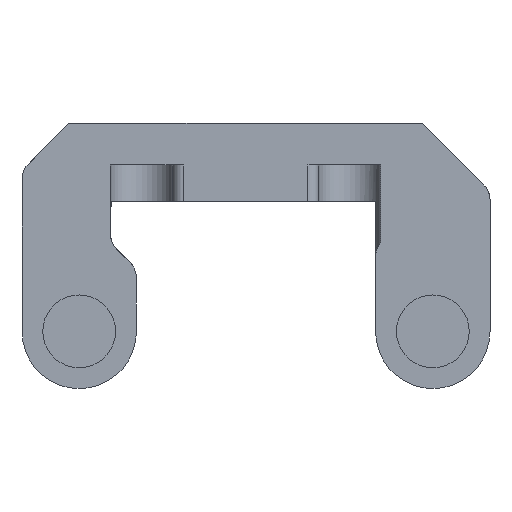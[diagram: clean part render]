
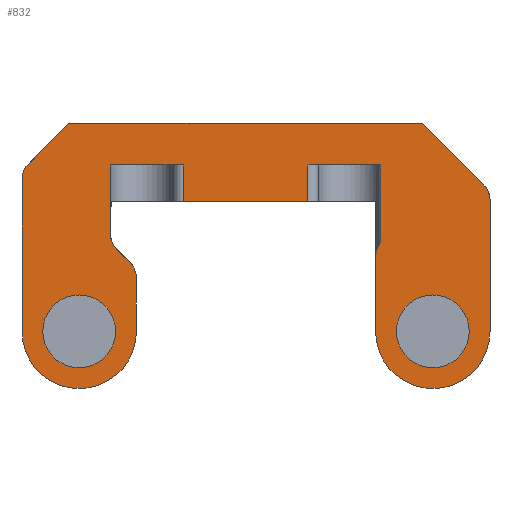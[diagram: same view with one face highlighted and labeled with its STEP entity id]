
A CAD part, front view. The second image highlights one B-rep face of the part: STEP entity #832.
In plain terms, the highlighted planar face has unit normal (0, -1, 0).
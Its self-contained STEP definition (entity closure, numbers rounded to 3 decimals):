
#30=FACE_BOUND('',#264,.T.);
#31=FACE_BOUND('',#265,.T.);
#47=LINE('',#1253,#121);
#51=LINE('',#1261,#125);
#52=LINE('',#1265,#126);
#53=LINE('',#1269,#127);
#54=LINE('',#1273,#128);
#55=LINE('',#1275,#129);
#56=LINE('',#1277,#130);
#57=LINE('',#1279,#131);
#58=LINE('',#1281,#132);
#59=LINE('',#1283,#133);
#60=LINE('',#1285,#134);
#61=LINE('',#1289,#135);
#62=LINE('',#1293,#136);
#63=LINE('',#1297,#137);
#64=LINE('',#1298,#138);
#121=VECTOR('',#1002,10.);
#125=VECTOR('',#1008,10.);
#126=VECTOR('',#1011,10.);
#127=VECTOR('',#1014,10.);
#128=VECTOR('',#1017,10.);
#129=VECTOR('',#1018,10.);
#130=VECTOR('',#1019,10.);
#131=VECTOR('',#1020,10.);
#132=VECTOR('',#1021,10.);
#133=VECTOR('',#1022,10.);
#134=VECTOR('',#1023,10.);
#135=VECTOR('',#1026,10.);
#136=VECTOR('',#1029,10.);
#137=VECTOR('',#1032,10.);
#138=VECTOR('',#1033,10.);
#214=FACE_OUTER_BOUND('',#263,.T.);
#263=EDGE_LOOP('',(#565,#566,#567,#568,#569,#570,#571,#572,#573,#574,#575,
#576,#577,#578,#579,#580,#581,#582,#583,#584,#585,#586));
#264=EDGE_LOOP('',(#587));
#265=EDGE_LOOP('',(#588));
#318=CIRCLE('',#897,2.);
#319=CIRCLE('',#901,5.5);
#320=CIRCLE('',#902,2.);
#321=CIRCLE('',#903,2.);
#322=CIRCLE('',#904,2.);
#323=CIRCLE('',#905,5.5);
#324=CIRCLE('',#906,2.);
#325=CIRCLE('',#907,3.5);
#326=CIRCLE('',#908,3.5);
#353=VERTEX_POINT('',#1243);
#354=VERTEX_POINT('',#1244);
#357=VERTEX_POINT('',#1252);
#360=VERTEX_POINT('',#1260);
#361=VERTEX_POINT('',#1262);
#362=VERTEX_POINT('',#1264);
#363=VERTEX_POINT('',#1266);
#364=VERTEX_POINT('',#1268);
#365=VERTEX_POINT('',#1270);
#366=VERTEX_POINT('',#1272);
#367=VERTEX_POINT('',#1274);
#368=VERTEX_POINT('',#1276);
#369=VERTEX_POINT('',#1278);
#370=VERTEX_POINT('',#1280);
#371=VERTEX_POINT('',#1282);
#372=VERTEX_POINT('',#1284);
#373=VERTEX_POINT('',#1286);
#374=VERTEX_POINT('',#1288);
#375=VERTEX_POINT('',#1290);
#376=VERTEX_POINT('',#1292);
#377=VERTEX_POINT('',#1294);
#378=VERTEX_POINT('',#1296);
#379=VERTEX_POINT('',#1299);
#380=VERTEX_POINT('',#1301);
#433=EDGE_CURVE('',#353,#354,#318,.T.);
#437=EDGE_CURVE('',#354,#357,#47,.T.);
#441=EDGE_CURVE('',#360,#353,#51,.T.);
#442=EDGE_CURVE('',#361,#360,#319,.T.);
#443=EDGE_CURVE('',#361,#362,#52,.T.);
#444=EDGE_CURVE('',#363,#362,#320,.T.);
#445=EDGE_CURVE('',#364,#363,#53,.T.);
#446=EDGE_CURVE('',#365,#364,#321,.T.);
#447=EDGE_CURVE('',#365,#366,#54,.T.);
#448=EDGE_CURVE('',#366,#367,#55,.T.);
#449=EDGE_CURVE('',#368,#367,#56,.T.);
#450=EDGE_CURVE('',#368,#369,#57,.T.);
#451=EDGE_CURVE('',#370,#369,#58,.T.);
#452=EDGE_CURVE('',#370,#371,#59,.T.);
#453=EDGE_CURVE('',#371,#372,#60,.T.);
#454=EDGE_CURVE('',#373,#372,#322,.T.);
#455=EDGE_CURVE('',#374,#373,#61,.T.);
#456=EDGE_CURVE('',#375,#374,#323,.T.);
#457=EDGE_CURVE('',#375,#376,#62,.T.);
#458=EDGE_CURVE('',#377,#376,#324,.T.);
#459=EDGE_CURVE('',#378,#377,#63,.T.);
#460=EDGE_CURVE('',#357,#378,#64,.T.);
#461=EDGE_CURVE('',#379,#379,#325,.T.);
#462=EDGE_CURVE('',#380,#380,#326,.T.);
#565=ORIENTED_EDGE('',*,*,#433,.F.);
#566=ORIENTED_EDGE('',*,*,#441,.F.);
#567=ORIENTED_EDGE('',*,*,#442,.F.);
#568=ORIENTED_EDGE('',*,*,#443,.T.);
#569=ORIENTED_EDGE('',*,*,#444,.F.);
#570=ORIENTED_EDGE('',*,*,#445,.F.);
#571=ORIENTED_EDGE('',*,*,#446,.F.);
#572=ORIENTED_EDGE('',*,*,#447,.T.);
#573=ORIENTED_EDGE('',*,*,#448,.T.);
#574=ORIENTED_EDGE('',*,*,#449,.F.);
#575=ORIENTED_EDGE('',*,*,#450,.T.);
#576=ORIENTED_EDGE('',*,*,#451,.F.);
#577=ORIENTED_EDGE('',*,*,#452,.T.);
#578=ORIENTED_EDGE('',*,*,#453,.T.);
#579=ORIENTED_EDGE('',*,*,#454,.F.);
#580=ORIENTED_EDGE('',*,*,#455,.F.);
#581=ORIENTED_EDGE('',*,*,#456,.F.);
#582=ORIENTED_EDGE('',*,*,#457,.T.);
#583=ORIENTED_EDGE('',*,*,#458,.F.);
#584=ORIENTED_EDGE('',*,*,#459,.F.);
#585=ORIENTED_EDGE('',*,*,#460,.F.);
#586=ORIENTED_EDGE('',*,*,#437,.F.);
#587=ORIENTED_EDGE('',*,*,#461,.T.);
#588=ORIENTED_EDGE('',*,*,#462,.T.);
#803=PLANE('',#900);
#832=ADVANCED_FACE('',(#214,#30,#31),#803,.F.);
#897=AXIS2_PLACEMENT_3D('',#1245,#994,#995);
#900=AXIS2_PLACEMENT_3D('',#1259,#1006,#1007);
#901=AXIS2_PLACEMENT_3D('',#1263,#1009,#1010);
#902=AXIS2_PLACEMENT_3D('',#1267,#1012,#1013);
#903=AXIS2_PLACEMENT_3D('',#1271,#1015,#1016);
#904=AXIS2_PLACEMENT_3D('',#1287,#1024,#1025);
#905=AXIS2_PLACEMENT_3D('',#1291,#1027,#1028);
#906=AXIS2_PLACEMENT_3D('',#1295,#1030,#1031);
#907=AXIS2_PLACEMENT_3D('',#1300,#1034,#1035);
#908=AXIS2_PLACEMENT_3D('',#1302,#1036,#1037);
#994=DIRECTION('center_axis',(0.,1.,0.));
#995=DIRECTION('ref_axis',(-0.924,0.,0.383));
#1002=DIRECTION('',(0.707,0.,0.707));
#1006=DIRECTION('center_axis',(0.,1.,0.));
#1007=DIRECTION('ref_axis',(1.,0.,0.));
#1008=DIRECTION('',(0.,0.,1.));
#1009=DIRECTION('center_axis',(0.,1.,0.));
#1010=DIRECTION('ref_axis',(1.,0.,0.));
#1011=DIRECTION('',(0.,0.,1.));
#1012=DIRECTION('center_axis',(0.,1.,0.));
#1013=DIRECTION('ref_axis',(0.924,0.,0.383));
#1014=DIRECTION('',(0.707,0.,-0.707));
#1015=DIRECTION('center_axis',(0.,-1.,0.));
#1016=DIRECTION('ref_axis',(-0.924,0.,-0.383));
#1017=DIRECTION('',(0.,0.,1.));
#1018=DIRECTION('',(1.,0.,0.));
#1019=DIRECTION('',(0.,0.,1.));
#1020=DIRECTION('',(1.,0.,0.));
#1021=DIRECTION('',(0.,0.,-1.));
#1022=DIRECTION('',(1.,0.,0.));
#1023=DIRECTION('',(0.,0.,-1.));
#1024=DIRECTION('center_axis',(0.,1.,0.));
#1025=DIRECTION('ref_axis',(-0.75,0.,0.661));
#1026=DIRECTION('',(0.,0.,1.));
#1027=DIRECTION('center_axis',(0.,1.,0.));
#1028=DIRECTION('ref_axis',(1.,0.,0.));
#1029=DIRECTION('',(0.,0.,1.));
#1030=DIRECTION('center_axis',(0.,1.,0.));
#1031=DIRECTION('ref_axis',(0.924,0.,0.383));
#1032=DIRECTION('',(0.707,0.,-0.707));
#1033=DIRECTION('',(1.,0.,0.));
#1034=DIRECTION('center_axis',(0.,1.,0.));
#1035=DIRECTION('ref_axis',(1.,0.,0.));
#1036=DIRECTION('center_axis',(0.,1.,0.));
#1037=DIRECTION('ref_axis',(1.,0.,0.));
#1243=CARTESIAN_POINT('',(-22.5,0.,14.672));
#1244=CARTESIAN_POINT('',(-21.914,0.,16.086));
#1245=CARTESIAN_POINT('Origin',(-20.5,0.,14.672));
#1252=CARTESIAN_POINT('',(-18.,0.,20.));
#1253=CARTESIAN_POINT('',(-17.813,0.,20.188));
#1259=CARTESIAN_POINT('Origin',(0.,0.,7.25));
#1260=CARTESIAN_POINT('',(-22.5,0.,0.));
#1261=CARTESIAN_POINT('',(-22.5,0.,0.));
#1262=CARTESIAN_POINT('',(-11.5,0.,0.));
#1263=CARTESIAN_POINT('Origin',(-17.,0.,0.));
#1264=CARTESIAN_POINT('',(-11.5,0.,5.172));
#1265=CARTESIAN_POINT('',(-11.5,0.,0.));
#1266=CARTESIAN_POINT('',(-12.086,0.,6.586));
#1267=CARTESIAN_POINT('Origin',(-13.5,0.,5.172));
#1268=CARTESIAN_POINT('',(-13.414,0.,7.914));
#1269=CARTESIAN_POINT('',(-9.563,0.,4.063));
#1270=CARTESIAN_POINT('',(-14.,0.,9.328));
#1271=CARTESIAN_POINT('Origin',(-12.,0.,9.328));
#1272=CARTESIAN_POINT('',(-14.,0.,16.));
#1273=CARTESIAN_POINT('',(-14.,0.,11.625));
#1274=CARTESIAN_POINT('',(-7.,0.,16.));
#1275=CARTESIAN_POINT('',(-5.5,0.,16.));
#1276=CARTESIAN_POINT('',(-7.,0.,12.5));
#1277=CARTESIAN_POINT('',(-7.,0.,11.625));
#1278=CARTESIAN_POINT('',(5.,0.,12.5));
#1279=CARTESIAN_POINT('',(-11.5,0.,12.5));
#1280=CARTESIAN_POINT('',(5.,0.,16.));
#1281=CARTESIAN_POINT('',(5.,0.,11.625));
#1282=CARTESIAN_POINT('',(12.,0.,16.));
#1283=CARTESIAN_POINT('',(4.5,0.,16.));
#1284=CARTESIAN_POINT('',(12.,0.,8.5));
#1285=CARTESIAN_POINT('',(12.,0.,11.625));
#1286=CARTESIAN_POINT('',(11.5,0.,7.177));
#1287=CARTESIAN_POINT('Origin',(13.5,0.,7.177));
#1288=CARTESIAN_POINT('',(11.5,0.,0.));
#1289=CARTESIAN_POINT('',(11.5,0.,0.));
#1290=CARTESIAN_POINT('',(22.5,0.,0.));
#1291=CARTESIAN_POINT('Origin',(17.,0.,0.));
#1292=CARTESIAN_POINT('',(22.5,0.,12.672));
#1293=CARTESIAN_POINT('',(22.5,0.,0.));
#1294=CARTESIAN_POINT('',(21.914,0.,14.086));
#1295=CARTESIAN_POINT('Origin',(20.5,0.,12.672));
#1296=CARTESIAN_POINT('',(16.,0.,20.));
#1297=CARTESIAN_POINT('',(16.813,0.,19.188));
#1298=CARTESIAN_POINT('',(-22.5,0.,20.));
#1299=CARTESIAN_POINT('',(13.5,0.,0.));
#1300=CARTESIAN_POINT('Origin',(17.,0.,0.));
#1301=CARTESIAN_POINT('',(-20.5,0.,0.));
#1302=CARTESIAN_POINT('Origin',(-17.,0.,0.));
